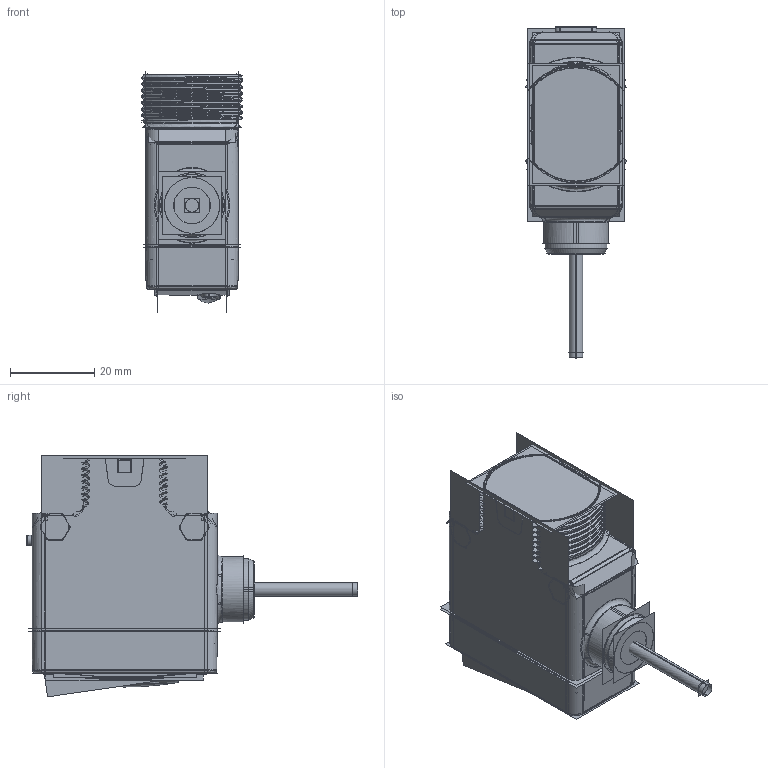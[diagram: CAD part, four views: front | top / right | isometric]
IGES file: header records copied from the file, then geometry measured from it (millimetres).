
Start section:  PTC IGES file: 149174_sm01.igs
Global section: file name: 149174_sm01.igs; native system: Creo Parametric by PTC Inc.; preprocessor: 2019292; author: PDMAdmin; organization: Unknown; date: 20221109.100246; units: millimetre
Bounding box: 24.11 x 78.87 x 57.45 mm (x, y, z)
Volume: 46041.7 mm3; surface area: 53436.3 mm2
Topology: 2 solids, 2 shells, 1042 faces, 5142 edges, 6460 vertices
Faces by surface type: revolution 582, bspline 456, extrusion 4
